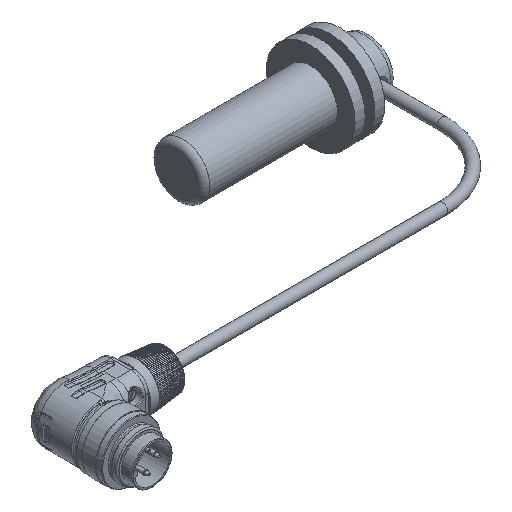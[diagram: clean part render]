
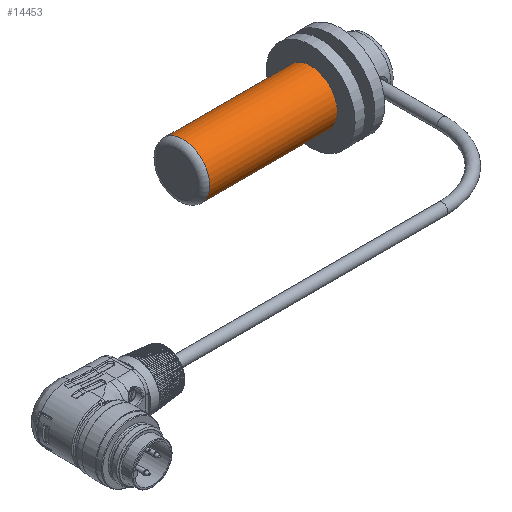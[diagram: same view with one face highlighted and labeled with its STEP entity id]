
A CAD part, isometric view. The second image highlights one B-rep face of the part: STEP entity #14453.
In plain terms, the highlighted cylindrical face has radius 9 mm (diameter 18 mm), a full revolution.
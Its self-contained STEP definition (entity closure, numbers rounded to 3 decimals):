
#2183=CIRCLE('',#15364,9.);
#2184=CIRCLE('',#15367,9.);
#3119=FACE_BOUND('',#4096,.T.);
#3204=FACE_OUTER_BOUND('',#4095,.T.);
#4095=EDGE_LOOP('',(#9143));
#4096=EDGE_LOOP('',(#9144));
#5613=VERTEX_POINT('',#21497);
#5614=VERTEX_POINT('',#21501);
#6977=EDGE_CURVE('',#5613,#5613,#2183,.T.);
#6978=EDGE_CURVE('',#5614,#5614,#2184,.T.);
#9143=ORIENTED_EDGE('',*,*,#6978,.F.);
#9144=ORIENTED_EDGE('',*,*,#6977,.F.);
#13466=CYLINDRICAL_SURFACE('',#15366,9.);
#14453=ADVANCED_FACE('',(#3204,#3119),#13466,.T.);
#15364=AXIS2_PLACEMENT_3D('',#21498,#17137,#17138);
#15366=AXIS2_PLACEMENT_3D('',#21500,#17141,#17142);
#15367=AXIS2_PLACEMENT_3D('',#21502,#17143,#17144);
#17137=DIRECTION('center_axis',(-1.,0.,0.));
#17138=DIRECTION('ref_axis',(0.,-1.,0.));
#17141=DIRECTION('center_axis',(1.,0.,0.));
#17142=DIRECTION('ref_axis',(0.,1.,0.));
#17143=DIRECTION('center_axis',(1.,0.,0.));
#17144=DIRECTION('ref_axis',(0.,0.,-1.));
#21497=CARTESIAN_POINT('',(2.,9.,0.));
#21498=CARTESIAN_POINT('Origin',(2.,0.,
0.));
#21500=CARTESIAN_POINT('Origin',(22.5,0.,0.));
#21501=CARTESIAN_POINT('',(45.,9.,0.));
#21502=CARTESIAN_POINT('Origin',(45.,0.,0.));
